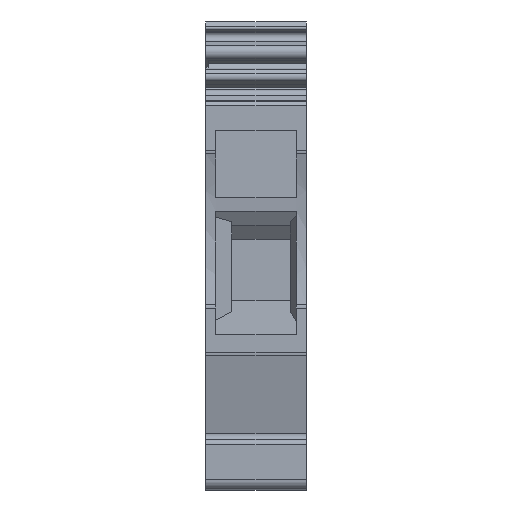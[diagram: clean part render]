
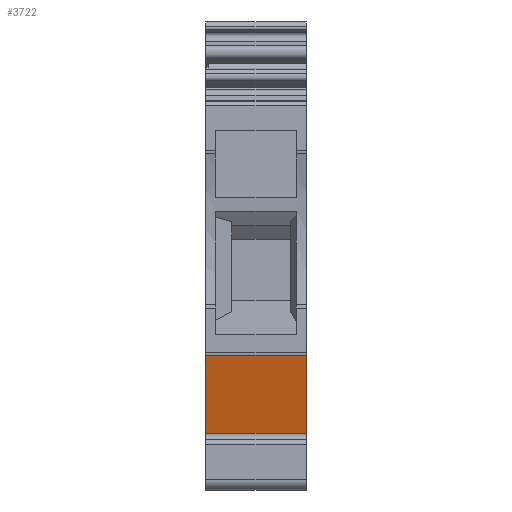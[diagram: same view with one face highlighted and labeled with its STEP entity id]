
A CAD part, left-side view. The second image highlights one B-rep face of the part: STEP entity #3722.
In plain terms, the highlighted planar face has unit normal (-0.97, 0, -0.242).
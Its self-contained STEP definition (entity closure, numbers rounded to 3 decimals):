
#962=ORIENTED_EDGE('',*,*,#1482,.T.);
#963=ORIENTED_EDGE('',*,*,#1636,.F.);
#964=ORIENTED_EDGE('',*,*,#1695,.T.);
#965=ORIENTED_EDGE('',*,*,#1410,.T.);
#1410=EDGE_CURVE('',#1946,#1945,#2288,.T.);
#1482=EDGE_CURVE('',#1945,#2012,#2334,.F.);
#1636=EDGE_CURVE('',#2089,#2012,#2463,.T.);
#1695=EDGE_CURVE('',#2089,#1946,#2510,.F.);
#1945=VERTEX_POINT('',#5409);
#1946=VERTEX_POINT('',#5411);
#2012=VERTEX_POINT('',#5550);
#2089=VERTEX_POINT('',#5852);
#2288=LINE('',#5410,#2733);
#2334=LINE('',#5551,#2779);
#2463=LINE('',#5853,#2908);
#2510=LINE('',#5971,#2955);
#2733=VECTOR('',#4311,1000.);
#2779=VECTOR('',#4413,1000.);
#2908=VECTOR('',#4734,1000.);
#2955=VECTOR('',#4869,1000.);
#3203=EDGE_LOOP('',(#962,#963,#964,#965));
#3394=FACE_BOUND('',#3203,.T.);
#3539=PLANE('',#4023);
#3722=ADVANCED_FACE('',(#3394),#3539,.T.);
#4023=AXIS2_PLACEMENT_3D('',#5970,#4867,#4868);
#4311=DIRECTION('',(0.243,0.,-0.97));
#4413=DIRECTION('',(0.,1.,0.));
#4734=DIRECTION('',(0.243,0.,-0.97));
#4867=DIRECTION('',(-0.97,0.,-0.243));
#4868=DIRECTION('',(-0.243,0.,0.97));
#4869=DIRECTION('',(0.,-1.,0.));
#5409=CARTESIAN_POINT('',(-24.03,0.,0.621));
#5410=CARTESIAN_POINT('',(-22.471,0.,-5.618));
#5411=CARTESIAN_POINT('',(-25.97,0.,8.381));
#5550=CARTESIAN_POINT('',(-24.03,-10.,0.621));
#5551=CARTESIAN_POINT('',(-24.03,-1.,0.621));
#5852=CARTESIAN_POINT('',(-25.97,-10.,8.381));
#5853=CARTESIAN_POINT('',(-23.,-10.,-3.5));
#5970=CARTESIAN_POINT('',(-23.,68.341,-3.5));
#5971=CARTESIAN_POINT('',(-25.97,0.,8.381));
